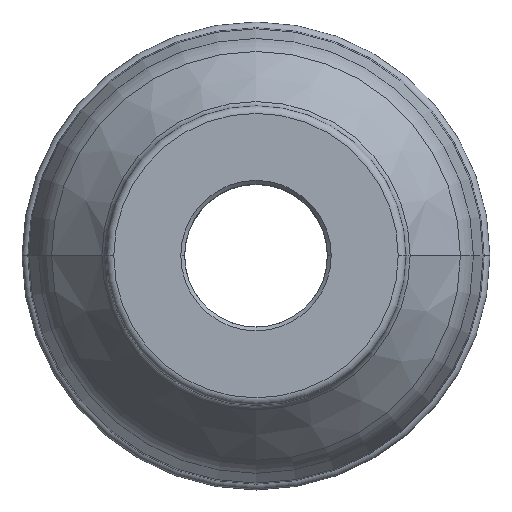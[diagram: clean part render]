
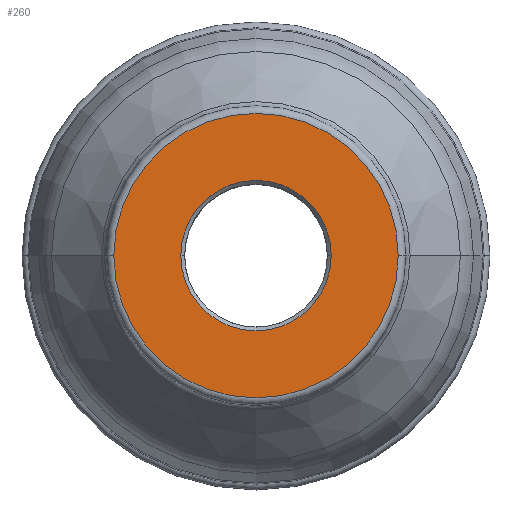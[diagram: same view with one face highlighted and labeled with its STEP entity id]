
A CAD part, top view. The second image highlights one B-rep face of the part: STEP entity #260.
In plain terms, the highlighted planar face has unit normal (0, 0, 1).
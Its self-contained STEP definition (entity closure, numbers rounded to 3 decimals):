
#260=ADVANCED_FACE('',(#288,#289),#276,.F.);
#276=PLANE('',#1538);
#288=FACE_BOUND('',#367,.T.);
#289=FACE_BOUND('',#368,.T.);
#367=EDGE_LOOP('',(#666,#667,#668,#669));
#368=EDGE_LOOP('',(#670,#671));
#666=ORIENTED_EDGE('',*,*,#955,.T.);
#667=ORIENTED_EDGE('',*,*,#953,.T.);
#668=ORIENTED_EDGE('',*,*,#952,.T.);
#669=ORIENTED_EDGE('',*,*,#956,.T.);
#670=ORIENTED_EDGE('',*,*,#957,.T.);
#671=ORIENTED_EDGE('',*,*,#958,.T.);
#794=VERTEX_POINT('',#2368);
#795=VERTEX_POINT('',#2370);
#796=VERTEX_POINT('',#2372);
#797=VERTEX_POINT('',#2376);
#798=VERTEX_POINT('',#2380);
#799=VERTEX_POINT('',#2381);
#952=EDGE_CURVE('',#795,#794,#1081,.T.);
#953=EDGE_CURVE('',#796,#795,#1082,.T.);
#955=EDGE_CURVE('',#797,#796,#1084,.T.);
#956=EDGE_CURVE('',#794,#797,#1085,.T.);
#957=EDGE_CURVE('',#798,#799,#1086,.T.);
#958=EDGE_CURVE('',#799,#798,#1087,.T.);
#1081=CIRCLE('',#1529,38.);
#1082=CIRCLE('',#1530,38.);
#1084=CIRCLE('',#1533,38.);
#1085=CIRCLE('',#1534,38.);
#1086=CIRCLE('',#1536,20.085);
#1087=CIRCLE('',#1537,20.085);
#1529=AXIS2_PLACEMENT_3D('',#2369,#1984,#1985);
#1530=AXIS2_PLACEMENT_3D('',#2371,#1986,#1987);
#1533=AXIS2_PLACEMENT_3D('',#2375,#1992,#1993);
#1534=AXIS2_PLACEMENT_3D('',#2377,#1994,#1995);
#1536=AXIS2_PLACEMENT_3D('',#2379,#1998,#1999);
#1537=AXIS2_PLACEMENT_3D('',#2382,#2000,#2001);
#1538=AXIS2_PLACEMENT_3D('',#2383,#2002,#2003);
#1984=DIRECTION('',(0.,0.,1.));
#1985=DIRECTION('',(-1.,0.001,0.));
#1986=DIRECTION('',(0.,0.,1.));
#1987=DIRECTION('',(1.,0.,0.));
#1992=DIRECTION('',(0.,0.,1.));
#1993=DIRECTION('',(1.,-0.001,0.));
#1994=DIRECTION('',(0.,0.,1.));
#1995=DIRECTION('',(-1.,0.,0.));
#1998=DIRECTION('',(0.,0.,-1.));
#1999=DIRECTION('',(-1.,0.,0.));
#2000=DIRECTION('',(0.,0.,-1.));
#2001=DIRECTION('',(1.,0.,0.));
#2002=DIRECTION('',(0.,0.,-1.));
#2003=DIRECTION('',(1.,0.,0.));
#2368=CARTESIAN_POINT('',(-38.,0.,0.));
#2369=CARTESIAN_POINT('',(0.,0.,0.));
#2370=CARTESIAN_POINT('',(-38.,0.021,0.));
#2371=CARTESIAN_POINT('',(0.,0.,0.));
#2372=CARTESIAN_POINT('',(38.,0.,0.));
#2375=CARTESIAN_POINT('',(0.,0.,0.));
#2376=CARTESIAN_POINT('',(38.,-0.021,0.));
#2377=CARTESIAN_POINT('',(0.,0.,0.));
#2379=CARTESIAN_POINT('',(0.,0.,0.));
#2380=CARTESIAN_POINT('',(-20.085,0.,0.));
#2381=CARTESIAN_POINT('',(20.085,0.,0.));
#2382=CARTESIAN_POINT('',(0.,0.,0.));
#2383=CARTESIAN_POINT('',(0.,0.,0.));
